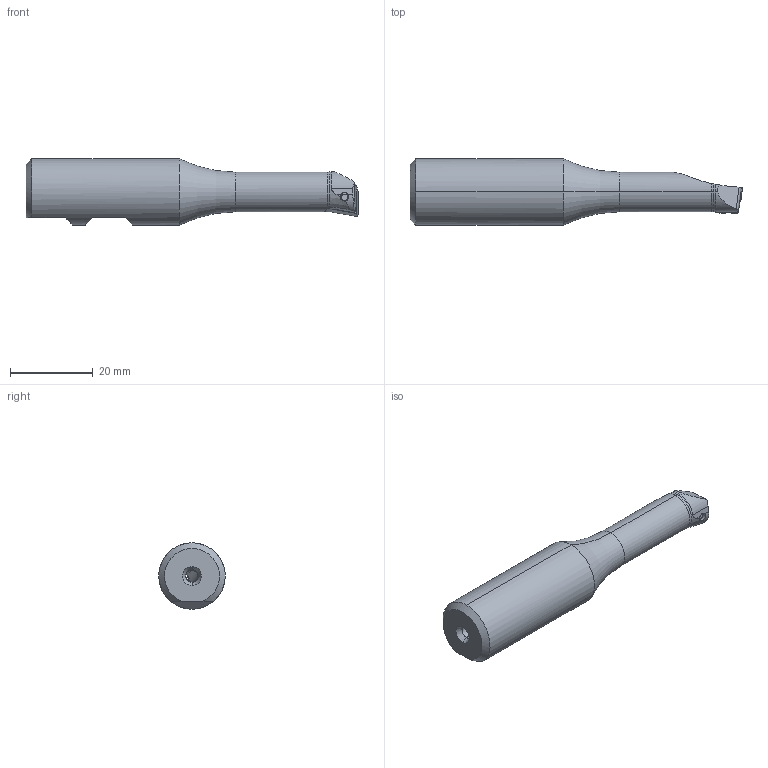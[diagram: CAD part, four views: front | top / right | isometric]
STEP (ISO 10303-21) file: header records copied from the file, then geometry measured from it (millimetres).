
FILE_DESCRIPTION (( 'STEP AP203' ), '1' );
FILE_NAME ('B12-WCA.K11.080.STEP', '2017-03-20T10:41:42', ( 'SwiAdmin' ), ( '' ), 'SwSTEP 2.0', 'SolidWorks 2015', '' );
FILE_SCHEMA (( 'CONFIG_CONTROL_DESIGN' ));
Length unit declared in the file: millimetre
Products named in the file (4): WCA-ER2.001.005_A; B12-WCA.K11.080; B12-WCA.K11.080_B; CCMT060204
Assembly tree (3 placements, depth 2):
  B12-WCA.K11.080
    B12-WCA.K11.080_B
    CCMT060204
    WCA-ER2.001.005_A
Bounding box: 80 x 16 x 16 mm (x, y, z)
Volume: 9813.6 mm3; surface area: 4229.8 mm2
Topology: 3 solids, 3 shells, 135 faces, 348 edges, 214 vertices
Faces by surface type: cylinder 43, plane 36, cone 28, torus 13, bspline 13, sphere 2
Entity records: 4962 total; most frequent: CARTESIAN_POINT 1498, ORIENTED_EDGE 688, DIRECTION 597, EDGE_CURVE 344, AXIS2_PLACEMENT_3D 236, VERTEX_POINT 214, EDGE_LOOP 140, FACE_OUTER_BOUND 135
